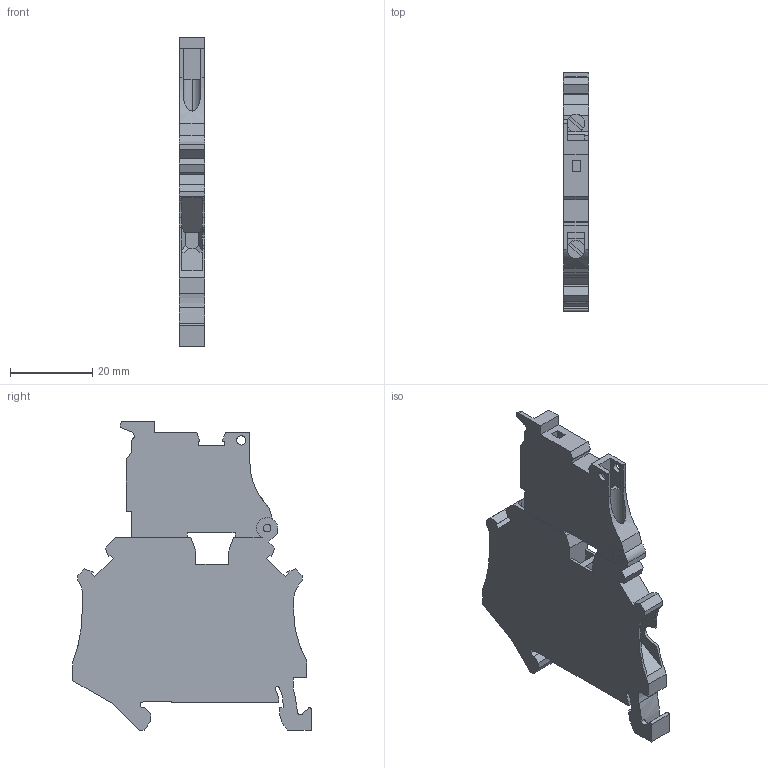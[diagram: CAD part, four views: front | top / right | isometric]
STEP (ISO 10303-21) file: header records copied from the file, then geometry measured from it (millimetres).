
FILE_DESCRIPTION(('Creo Elements/Direct Modeling STEP Export'),'2;1');
FILE_NAME('model.stp','2019-01-18T 8:12:09',(''),(''),'Creo Elements/Direct Modeling STEP processor for AP214 (Solid Model)','Creo Elements/Direct Modeling 18.1I 14-Aug-2016 (C) Parametric Technology GmbH','');
FILE_SCHEMA(('AUTOMOTIVE_DESIGN { 1 0 10303 214 1 1 1 1 }'));
Length unit declared in the file: millimetre
Products named in the file (2): UT_4_HESI_5X20-select
Assembly tree (1 placements, depth 2):
  UT_4_HESI_5X20-select
    UT_4_HESI_5X20-select
Bounding box: 6.15 x 57.8 x 74.98 mm (x, y, z)
Volume: 14996.8 mm3; surface area: 9357.6 mm2
Topology: 1 solids, 1 shells, 196 faces, 576 edges, 383 vertices
Faces by surface type: plane 161, cylinder 35
Entity records: 8010 total; most frequent: CARTESIAN_POINT 1425, ORIENTED_EDGE 1152, DIRECTION 997, EDGE_CURVE 576, VECTOR 469, LINE 469, VERTEX_POINT 383, AXIS2_PLACEMENT_3D 264
